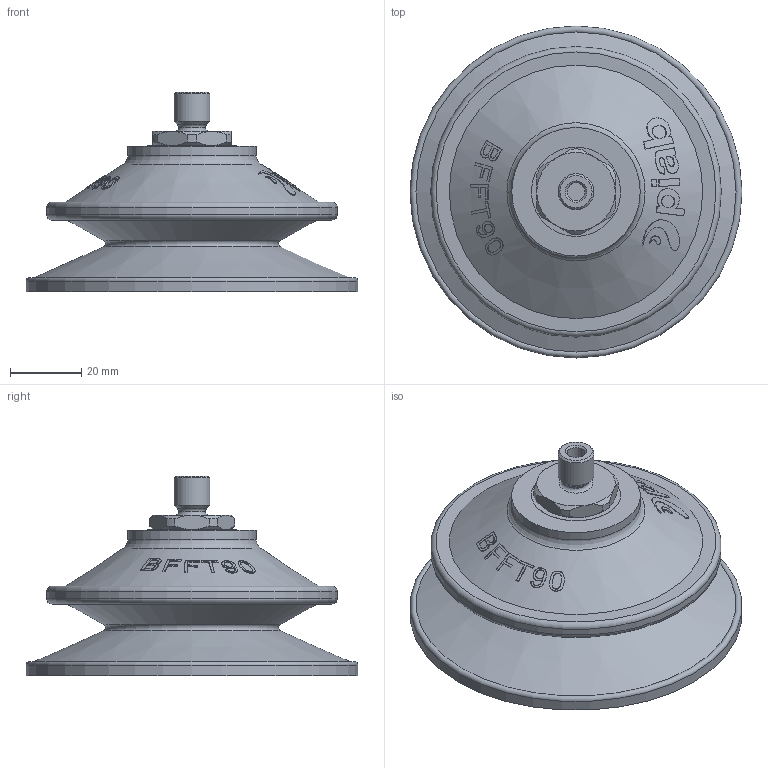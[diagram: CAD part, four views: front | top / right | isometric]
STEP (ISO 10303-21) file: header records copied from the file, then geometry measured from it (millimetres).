
FILE_DESCRIPTION(/* description */ ('Unknown'),/* implementation_level */ '2;1');
FILE_NAME(/* name */ 'SE-0412313',/* time_stamp */ '2019-08-22T13:44:15+02:00',/* author */ ('Unknown'),/* organization */ ('Unknown'),/* preprocessor_version */ 'ST-DEVELOPER v16.7',/* originating_system */ 'DEX',/* authorisation */ $);
FILE_SCHEMA (('AUTOMOTIVE_DESIGN {1 0 10303 214 3 1 1}'));
Length unit declared in the file: millimetre
Products named in the file (4): SE-0412313; SE-0424331; SE-0408103; SE-0409989
Assembly tree (3 placements, depth 2):
  SE-0412313
    SE-0424331
    SE-0408103
    SE-0409989
Bounding box: 93 x 93 x 56 mm (x, y, z)
Volume: 142065.6 mm3; surface area: 28947.1 mm2
Topology: 3 solids, 3 shells, 287 faces, 723 edges, 474 vertices
Faces by surface type: bspline 164, cone 43, plane 43, cylinder 26, torus 11
Full cylindrical faces by diameter (mm): 5 x1, 7.5 x1, 10 x1, 10.3 x2, 11 x1, 14.8 x1, 14.95 x1, 16.662 x1, 18.1 x1, 19 x2, 21.3 x1, 21.5 x1, 23 x1, 24.5 x1, 25 x1, 36 x1, 81.4 x1, 93 x1
Entity records: 13453 total; most frequent: CARTESIAN_POINT 7375, ORIENTED_EDGE 1322, EDGE_CURVE 661, DIRECTION 590, VERTEX_POINT 458, B_SPLINE_CURVE_WITH_KNOTS 419, EDGE_LOOP 369, FACE_BOUND 369
